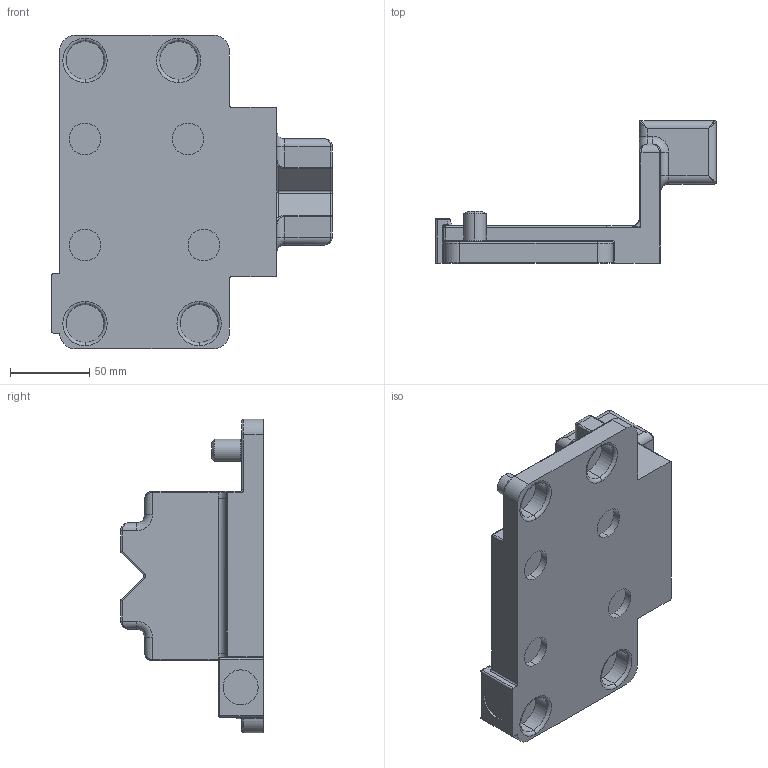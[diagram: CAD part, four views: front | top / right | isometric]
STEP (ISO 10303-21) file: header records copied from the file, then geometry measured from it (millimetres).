
FILE_DESCRIPTION (( 'STEP AP214' ), '1' );
FILE_NAME ('X99_FHTW_Produktpalette_v2.STEP', '2019-02-26T09:32:08', ( '' ), ( '' ), 'SwSTEP 2.0', 'SolidWorks 2018', '' );
FILE_SCHEMA (( 'AUTOMOTIVE_DESIGN' ));
Length unit declared in the file: millimetre
Products named in the file (1): X99_FHTW_Produktpalette_v2
Bounding box: 177 x 90 x 198 mm (x, y, z)
Volume: 491977.5 mm3; surface area: 95605.5 mm2
Topology: 1 solids, 1 shells, 295 faces, 684 edges, 369 vertices
Faces by surface type: cylinder 131, plane 64, torus 38, bspline 36, sphere 18, cone 8
Entity records: 10955 total; most frequent: CARTESIAN_POINT 4674, DIRECTION 1343, ORIENTED_EDGE 1298, EDGE_CURVE 649, AXIS2_PLACEMENT_3D 534, VERTEX_POINT 368, EDGE_LOOP 307, FACE_OUTER_BOUND 295
